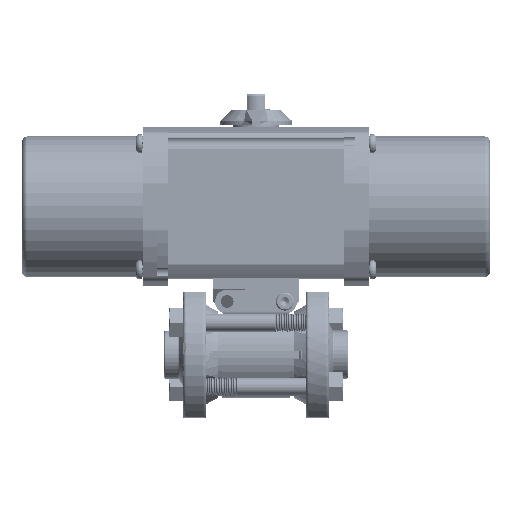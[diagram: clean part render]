
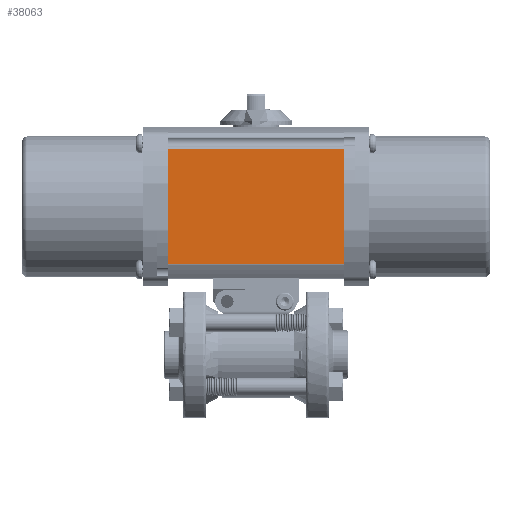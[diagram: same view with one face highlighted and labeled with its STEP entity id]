
A CAD part, top view. The second image highlights one B-rep face of the part: STEP entity #38063.
In plain terms, the highlighted planar face has unit normal (0, 0, 1).
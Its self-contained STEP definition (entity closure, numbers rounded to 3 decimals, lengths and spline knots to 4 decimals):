
#2453 = DIRECTION ( 'NONE',  ( 0., 1., 0. ) ) ;
#7246 = CARTESIAN_POINT ( 'NONE',  ( -5.0403, 1.5679, 1.17 ) ) ;
#10923 = VERTEX_POINT ( 'NONE', #125283 ) ;
#15170 = DIRECTION ( 'NONE',  ( 0., -1., 0. ) ) ;
#33948 = LINE ( 'NONE', #7246, #124319 ) ;
#38063 = ADVANCED_FACE ( 'NONE', ( #213886 ), #42592, .F. ) ;
#42592 = PLANE ( 'NONE',  #76885 ) ;
#43326 = DIRECTION ( 'NONE',  ( 0., -1., 0. ) ) ;
#48889 = ORIENTED_EDGE ( 'NONE', *, *, #109538, .F. ) ;
#53001 = EDGE_CURVE ( 'NONE', #10923, #162575, #33948, .T. ) ;
#55564 = CARTESIAN_POINT ( 'NONE',  ( -5.0403, 3.5621, 1.17 ) ) ;
#62530 = VECTOR ( 'NONE', #2453, 39.3701 ) ;
#69931 = CARTESIAN_POINT ( 'NONE',  ( -1.5275, 3.5694, 1.17 ) ) ;
#74013 = EDGE_LOOP ( 'NONE', ( #178496, #160032, #48889, #179083 ) ) ;
#74123 = VECTOR ( 'NONE', #174382, 39.3701 ) ;
#76736 = CARTESIAN_POINT ( 'NONE',  ( -1.5275, 3.5621, 1.17 ) ) ;
#76885 = AXIS2_PLACEMENT_3D ( 'NONE', #93826, #145169, #43326 ) ;
#86756 = EDGE_CURVE ( 'NONE', #171874, #106310, #214888, .T. ) ;
#93826 = CARTESIAN_POINT ( 'NONE',  ( -5.0403, 3.5694, 1.17 ) ) ;
#96663 = CARTESIAN_POINT ( 'NONE',  ( 1.5275, 1.5679, 1.17 ) ) ;
#106310 = VERTEX_POINT ( 'NONE', #76736 ) ;
#108882 = DIRECTION ( 'NONE',  ( 1., 0., 0. ) ) ;
#109538 = EDGE_CURVE ( 'NONE', #10923, #106310, #158249, .T. ) ;
#124319 = VECTOR ( 'NONE', #108882, 39.3701 ) ;
#125283 = CARTESIAN_POINT ( 'NONE',  ( -1.5275, 1.5679, 1.17 ) ) ;
#129175 = LINE ( 'NONE', #133953, #169072 ) ;
#133953 = CARTESIAN_POINT ( 'NONE',  ( 1.5275, 3.5694, 1.17 ) ) ;
#145169 = DIRECTION ( 'NONE',  ( 0., 0., -1. ) ) ;
#158249 = LINE ( 'NONE', #69931, #62530 ) ;
#160032 = ORIENTED_EDGE ( 'NONE', *, *, #86756, .T. ) ;
#162575 = VERTEX_POINT ( 'NONE', #96663 ) ;
#169072 = VECTOR ( 'NONE', #15170, 39.3701 ) ;
#171874 = VERTEX_POINT ( 'NONE', #191811 ) ;
#174382 = DIRECTION ( 'NONE',  ( -1., 0., 0. ) ) ;
#178496 = ORIENTED_EDGE ( 'NONE', *, *, #189231, .F. ) ;
#179083 = ORIENTED_EDGE ( 'NONE', *, *, #53001, .T. ) ;
#189231 = EDGE_CURVE ( 'NONE', #171874, #162575, #129175, .T. ) ;
#191811 = CARTESIAN_POINT ( 'NONE',  ( 1.5275, 3.5621, 1.17 ) ) ;
#213886 = FACE_OUTER_BOUND ( 'NONE', #74013, .T. ) ;
#214888 = LINE ( 'NONE', #55564, #74123 ) ;
